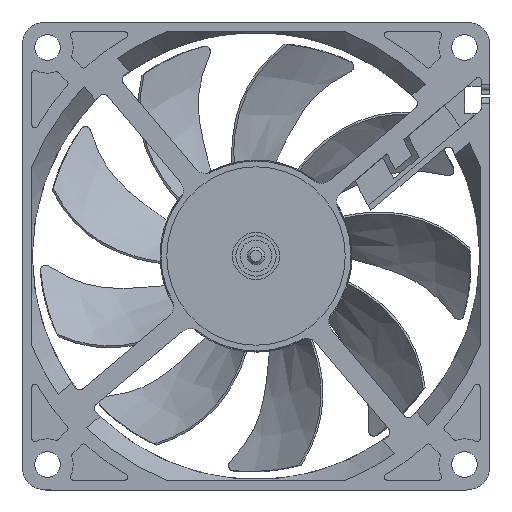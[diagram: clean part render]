
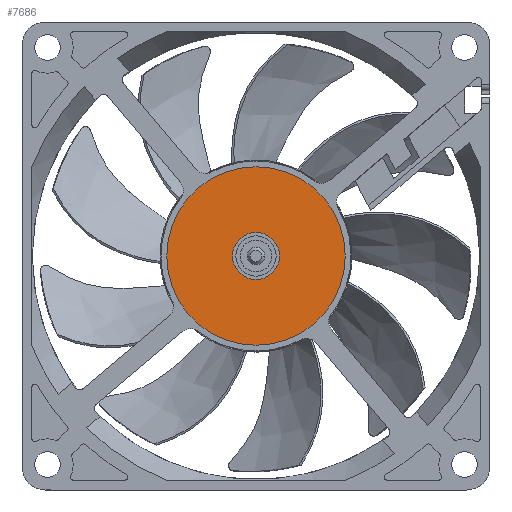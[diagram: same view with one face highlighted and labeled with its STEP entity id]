
A CAD part, front view. The second image highlights one B-rep face of the part: STEP entity #7686.
In plain terms, the highlighted planar face has unit normal (0, -1, 0).
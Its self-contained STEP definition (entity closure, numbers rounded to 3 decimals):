
#863=CARTESIAN_POINT('',(0.,0.1,0.));
#864=DIRECTION('',(0.,-1.,0.));
#865=DIRECTION('',(-1.,0.,0.));
#866=AXIS2_PLACEMENT_3D('',#863,#864,#865);
#868=CARTESIAN_POINT('',(0.,0.1,0.));
#869=DIRECTION('',(0.,-1.,0.));
#870=DIRECTION('',(1.,0.,0.));
#871=AXIS2_PLACEMENT_3D('',#868,#869,#870);
#873=CARTESIAN_POINT('',(0.,0.1,0.));
#874=DIRECTION('',(0.,-1.,0.));
#875=DIRECTION('',(-1.,0.,0.));
#876=AXIS2_PLACEMENT_3D('',#873,#874,#875);
#878=CARTESIAN_POINT('',(0.,0.1,0.));
#879=DIRECTION('',(0.,-1.,0.));
#880=DIRECTION('',(1.,0.,0.));
#881=AXIS2_PLACEMENT_3D('',#878,#879,#880);
#6410=CARTESIAN_POINT('',(-15.25,0.1,0.));
#6411=CARTESIAN_POINT('',(15.25,0.1,0.));
#6412=VERTEX_POINT('',#6410);
#6413=VERTEX_POINT('',#6411);
#6658=CARTESIAN_POINT('',(-4.005,0.1,0.));
#6659=CARTESIAN_POINT('',(4.005,0.1,0.));
#6660=VERTEX_POINT('',#6658);
#6661=VERTEX_POINT('',#6659);
#7670=CARTESIAN_POINT('',(0.,0.1,0.));
#7671=DIRECTION('',(0.,-1.,0.));
#7672=DIRECTION('',(-1.,0.,0.));
#7673=AXIS2_PLACEMENT_3D('',#7670,#7671,#7672);
#7674=PLANE('',#7673);
#7676=ORIENTED_EDGE('',*,*,#7675,.F.);
#7678=ORIENTED_EDGE('',*,*,#7677,.F.);
#7679=EDGE_LOOP('',(#7676,#7678));
#7680=FACE_OUTER_BOUND('',#7679,.F.);
#7681=ORIENTED_EDGE('',*,*,#7660,.T.);
#7683=ORIENTED_EDGE('',*,*,#7682,.T.);
#7684=EDGE_LOOP('',(#7681,#7683));
#7685=FACE_BOUND('',#7684,.F.);
#867=CIRCLE('',#866,15.25);
#872=CIRCLE('',#871,15.25);
#877=CIRCLE('',#876,4.005);
#882=CIRCLE('',#881,4.005);
#7660=EDGE_CURVE('',#6660,#6661,#877,.T.);
#7675=EDGE_CURVE('',#6412,#6413,#867,.T.);
#7677=EDGE_CURVE('',#6413,#6412,#872,.T.);
#7682=EDGE_CURVE('',#6661,#6660,#882,.T.);
#7686=ADVANCED_FACE('',(#7680,#7685),#7674,.T.);
